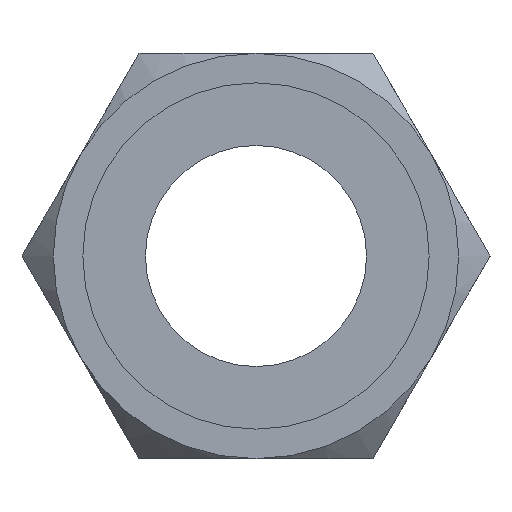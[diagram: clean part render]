
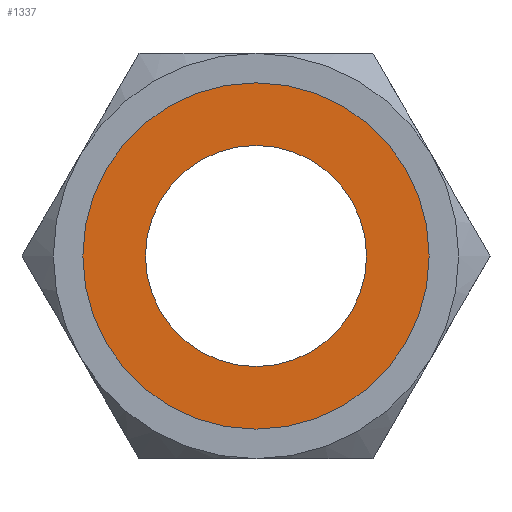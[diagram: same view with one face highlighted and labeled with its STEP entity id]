
A CAD part, left-side view. The second image highlights one B-rep face of the part: STEP entity #1337.
In plain terms, the highlighted planar face has unit normal (-1, 0, 0).
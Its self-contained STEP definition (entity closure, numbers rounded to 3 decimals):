
#38 = CARTESIAN_POINT ( 'NONE',  ( 0., 0., 0. ) ) ;
#163 = FACE_OUTER_BOUND ( 'NONE', #195, .T. ) ;
#195 = EDGE_LOOP ( 'NONE', ( #2048, #1266 ) ) ;
#290 = CARTESIAN_POINT ( 'NONE',  ( 0., 0., 0. ) ) ;
#339 = CIRCLE ( 'NONE', #4057, 4.7 ) ;
#715 = CARTESIAN_POINT ( 'NONE',  ( 0., 0., -3. ) ) ;
#935 = CARTESIAN_POINT ( 'NONE',  ( 0., 0., 0. ) ) ;
#1266 = ORIENTED_EDGE ( 'NONE', *, *, #4481, .T. ) ;
#1300 = EDGE_CURVE ( 'NONE', #1822, #1988, #3269, .T. ) ;
#1337 = ADVANCED_FACE ( 'NONE', ( #5824, #163 ), #4363, .F. ) ;
#1343 = DIRECTION ( 'NONE',  ( 0., 0., 1. ) ) ;
#1419 = CARTESIAN_POINT ( 'NONE',  ( 0., 0., 3. ) ) ;
#1435 = ORIENTED_EDGE ( 'NONE', *, *, #1300, .T. ) ;
#1593 = DIRECTION ( 'NONE',  ( 0., 0., -1. ) ) ;
#1805 = ORIENTED_EDGE ( 'NONE', *, *, #4720, .T. ) ;
#1822 = VERTEX_POINT ( 'NONE', #715 ) ;
#1863 = EDGE_LOOP ( 'NONE', ( #1805, #1435 ) ) ;
#1902 = DIRECTION ( 'NONE',  ( 1., 0., 0. ) ) ;
#1988 = VERTEX_POINT ( 'NONE', #1419 ) ;
#2048 = ORIENTED_EDGE ( 'NONE', *, *, #3049, .T. ) ;
#2086 = CARTESIAN_POINT ( 'NONE',  ( 0., 0., 0. ) ) ;
#2091 = AXIS2_PLACEMENT_3D ( 'NONE', #290, #4828, #1593 ) ;
#2211 = CARTESIAN_POINT ( 'NONE',  ( 0., 0., 0. ) ) ;
#2556 = VERTEX_POINT ( 'NONE', #4358 ) ;
#2917 = DIRECTION ( 'NONE',  ( -1., 0., 0. ) ) ;
#2979 = AXIS2_PLACEMENT_3D ( 'NONE', #935, #1902, #3784 ) ;
#3049 = EDGE_CURVE ( 'NONE', #2556, #3123, #339, .T. ) ;
#3123 = VERTEX_POINT ( 'NONE', #4122 ) ;
#3269 = CIRCLE ( 'NONE', #2979, 3. ) ;
#3738 = AXIS2_PLACEMENT_3D ( 'NONE', #38, #5657, #1343 ) ;
#3784 = DIRECTION ( 'NONE',  ( 0., 0., -1. ) ) ;
#3837 = CIRCLE ( 'NONE', #4322, 3. ) ;
#4057 = AXIS2_PLACEMENT_3D ( 'NONE', #2086, #2917, #5776 ) ;
#4122 = CARTESIAN_POINT ( 'NONE',  ( 0., 0., -4.7 ) ) ;
#4322 = AXIS2_PLACEMENT_3D ( 'NONE', #2211, #4974, #5496 ) ;
#4358 = CARTESIAN_POINT ( 'NONE',  ( 0., 0., 4.7 ) ) ;
#4363 = PLANE ( 'NONE',  #2091 ) ;
#4481 = EDGE_CURVE ( 'NONE', #3123, #2556, #4714, .T. ) ;
#4714 = CIRCLE ( 'NONE', #3738, 4.7 ) ;
#4720 = EDGE_CURVE ( 'NONE', #1988, #1822, #3837, .T. ) ;
#4828 = DIRECTION ( 'NONE',  ( 1., 0., 0. ) ) ;
#4974 = DIRECTION ( 'NONE',  ( 1., 0., 0. ) ) ;
#5496 = DIRECTION ( 'NONE',  ( 0., 0., -1. ) ) ;
#5657 = DIRECTION ( 'NONE',  ( -1., 0., 0. ) ) ;
#5776 = DIRECTION ( 'NONE',  ( 0., 0., 1. ) ) ;
#5824 = FACE_BOUND ( 'NONE', #1863, .T. ) ;
